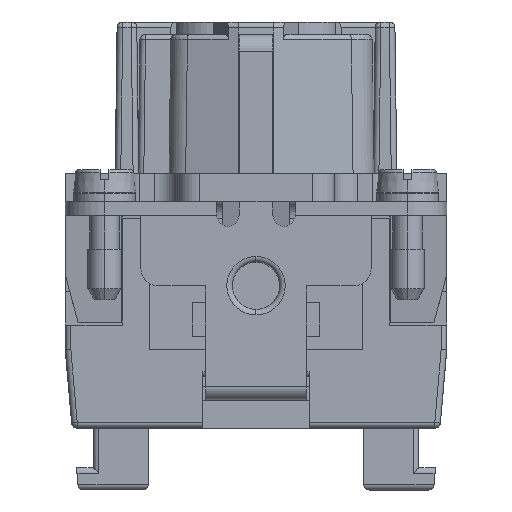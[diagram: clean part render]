
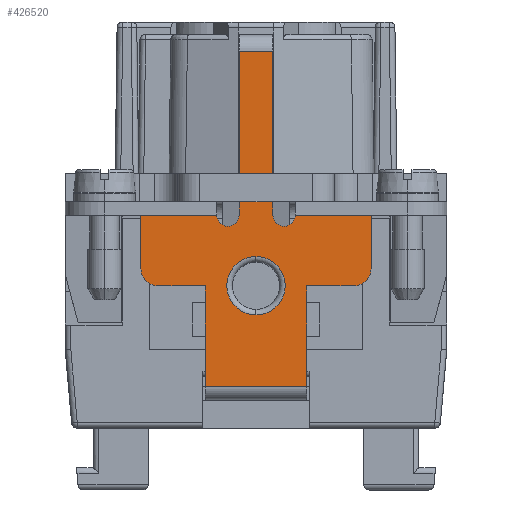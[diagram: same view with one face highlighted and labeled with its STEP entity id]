
A CAD part, left-side view. The second image highlights one B-rep face of the part: STEP entity #426520.
In plain terms, the highlighted planar face has unit normal (-1, 0, 0).
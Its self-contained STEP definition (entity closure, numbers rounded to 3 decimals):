
#72260=CARTESIAN_POINT('',(7.746,44.084,
2.4));
#72270=VERTEX_POINT('',#72260);
#72300=CARTESIAN_POINT('',(7.746,44.084,
-20.6));
#72310=DIRECTION('',(0.,0.,1.));
#72320=VECTOR('',#72310,1.);
#72330=LINE('',#72300,#72320);
#72340=CARTESIAN_POINT('',(7.746,44.084,
3.9));
#72350=VERTEX_POINT('',#72340);
#72360=EDGE_CURVE('',#72270,#72350,#72330,.T.);
#72540=CARTESIAN_POINT('',(7.746,44.084,
6.9));
#72550=VERTEX_POINT('',#72540);
#72580=CARTESIAN_POINT('',(7.746,44.084,
11.4));
#72590=VERTEX_POINT('',#72580);
#72600=EDGE_CURVE('',#72550,#72590,#72330,.T.);
#132330=CARTESIAN_POINT('',(7.746,53.084,
11.4));
#132340=VERTEX_POINT('',#132330);
#132370=CARTESIAN_POINT('',(7.746,53.084,
-20.6));
#132380=DIRECTION('',(0.,0.,-1.));
#132390=VECTOR('',#132380,1.);
#132400=LINE('',#132370,#132390);
#132410=CARTESIAN_POINT('',(7.746,53.084,
6.9));
#132420=VERTEX_POINT('',#132410);
#132430=EDGE_CURVE('',#132340,#132420,#132400,.T.);
#132650=CARTESIAN_POINT('',(7.746,53.084,
3.9));
#132660=VERTEX_POINT('',#132650);
#132690=CARTESIAN_POINT('',(7.746,53.084,
2.4));
#132700=VERTEX_POINT('',#132690);
#132710=EDGE_CURVE('',#132660,#132700,#132400,.T.);
#407370=CARTESIAN_POINT('',(7.746,57.334,
2.4));
#407380=VERTEX_POINT('',#407370);
#407500=CARTESIAN_POINT('',(7.746,92.583,
2.4));
#407510=DIRECTION('',(0.,-1.,0.));
#407520=VECTOR('',#407510,1.);
#407530=LINE('',#407500,#407520);
#407540=EDGE_CURVE('',#407380,#132700,#407530,.T.);
#417480=CARTESIAN_POINT('',(7.746,58.834,
-3.9));
#417490=VERTEX_POINT('',#417480);
#417540=CARTESIAN_POINT('',(7.746,92.583,
-3.9));
#417550=DIRECTION('',(0.,1.,0.));
#417560=VECTOR('',#417550,1.);
#417570=LINE('',#417540,#417560);
#417580=CARTESIAN_POINT('',(7.746,52.084,
-3.9));
#417590=VERTEX_POINT('',#417580);
#417600=EDGE_CURVE('',#417590,#417490,#417570,.T.);
#423560=CARTESIAN_POINT('',(7.746,58.834,
0.9));
#423570=VERTEX_POINT('',#423560);
#423790=CARTESIAN_POINT('',(7.746,57.334,
0.9));
#423800=DIRECTION('',(1.,0.,0.));
#423810=DIRECTION('',(0.,1.,0.));
#423820=AXIS2_PLACEMENT_3D('',#423790,#423800,#423810);
#423830=CIRCLE('',#423820,1.5);
#423840=EDGE_CURVE('',#423570,#407380,#423830,.T.);
#425050=CARTESIAN_POINT('',(7.746,39.834,
2.4));
#425060=VERTEX_POINT('',#425050);
#425230=CARTESIAN_POINT('',(7.746,38.334,
0.9));
#425240=VERTEX_POINT('',#425230);
#425270=CARTESIAN_POINT('',(7.746,39.834,
0.9));
#425280=DIRECTION('',(1.,0.,0.));
#425290=DIRECTION('',(0.,1.,0.));
#425300=AXIS2_PLACEMENT_3D('',#425270,#425280,#425290);
#425310=CIRCLE('',#425300,1.5);
#425320=EDGE_CURVE('',#425060,#425240,#425310,.T.);
#425440=CARTESIAN_POINT('',(7.746,49.577,
7.687));
#425450=DIRECTION('',(-1.,0.,0.));
#425460=DIRECTION('',(0.,-1.,0.));
#425470=AXIS2_PLACEMENT_3D('',#425440,#425450,#425460);
#425480=PLANE('',#425470);
#425490=CARTESIAN_POINT('',(7.746,48.584,
2.4));
#425500=DIRECTION('',(-1.,0.,0.));
#425510=DIRECTION('',(0.,-1.,0.));
#425520=AXIS2_PLACEMENT_3D('',#425490,#425500,#425510);
#425530=CIRCLE('',#425520,2.6);
#425540=CARTESIAN_POINT('',(7.746,45.984,
2.4));
#425550=VERTEX_POINT('',#425540);
#425560=CARTESIAN_POINT('',(7.746,48.584,
5.));
#425570=VERTEX_POINT('',#425560);
#425580=EDGE_CURVE('',#425550,#425570,#425530,.T.);
#425590=ORIENTED_EDGE('',*,*,#425580,.F.);
#425600=CARTESIAN_POINT('',(7.746,48.584,
-0.2));
#425610=VERTEX_POINT('',#425600);
#425620=EDGE_CURVE('',#425570,#425610,#425530,.T.);
#425630=ORIENTED_EDGE('',*,*,#425620,.F.);
#425640=EDGE_CURVE('',#425610,#425550,#425530,.T.);
#425650=ORIENTED_EDGE('',*,*,#425640,.F.);
#425660=EDGE_LOOP('',(#425650,#425630,#425590));
#425670=FACE_BOUND('',#425660,.T.);
#425680=ORIENTED_EDGE('',*,*,#132710,.T.);
#425690=EDGE_CURVE('',#132420,#132660,#132400,.T.);
#425700=ORIENTED_EDGE('',*,*,#425690,.T.);
#425710=ORIENTED_EDGE('',*,*,#132430,.T.);
#425720=CARTESIAN_POINT('',(7.746,92.583,
11.4));
#425730=DIRECTION('',(0.,-1.,0.));
#425740=VECTOR('',#425730,1.);
#425750=LINE('',#425720,#425740);
#425760=EDGE_CURVE('',#132340,#72590,#425750,.T.);
#425770=ORIENTED_EDGE('',*,*,#425760,.F.);
#425780=ORIENTED_EDGE('',*,*,#72600,.T.);
#425790=EDGE_CURVE('',#72350,#72550,#72330,.T.);
#425800=ORIENTED_EDGE('',*,*,#425790,.T.);
#425810=ORIENTED_EDGE('',*,*,#72360,.T.);
#425820=CARTESIAN_POINT('',(7.746,92.583,
2.4));
#425830=DIRECTION('',(0.,-1.,0.));
#425840=VECTOR('',#425830,1.);
#425850=LINE('',#425820,#425840);
#425860=EDGE_CURVE('',#72270,#425060,#425850,.T.);
#425870=ORIENTED_EDGE('',*,*,#425860,.F.);
#425880=ORIENTED_EDGE('',*,*,#425320,.F.);
#425890=CARTESIAN_POINT('',(7.746,38.334,
-20.6));
#425900=DIRECTION('',(0.,0.,-1.));
#425910=VECTOR('',#425900,1.);
#425920=LINE('',#425890,#425910);
#425930=CARTESIAN_POINT('',(7.746,38.334,
-3.9));
#425940=VERTEX_POINT('',#425930);
#425950=EDGE_CURVE('',#425240,#425940,#425920,.T.);
#425960=ORIENTED_EDGE('',*,*,#425950,.F.);
#425970=CARTESIAN_POINT('',(7.746,45.084,
-3.9));
#425980=VERTEX_POINT('',#425970);
#425990=EDGE_CURVE('',#425940,#425980,#417570,.T.);
#426000=ORIENTED_EDGE('',*,*,#425990,.F.);
#426010=CARTESIAN_POINT('',(7.746,46.084,
-3.9));
#426020=DIRECTION('',(-1.,0.,0.));
#426030=DIRECTION('',(0.,-1.,0.));
#426040=AXIS2_PLACEMENT_3D('',#426010,#426020,#426030);
#426050=CIRCLE('',#426040,1.);
#426060=CARTESIAN_POINT('',(7.746,47.084,
-3.9));
#426070=VERTEX_POINT('',#426060);
#426080=EDGE_CURVE('',#425980,#426070,#426050,.T.);
#426090=ORIENTED_EDGE('',*,*,#426080,.F.);
#426100=CARTESIAN_POINT('',(7.746,47.084,
-20.6));
#426110=DIRECTION('',(0.,0.,-1.));
#426120=VECTOR('',#426110,1.);
#426130=LINE('',#426100,#426120);
#426140=CARTESIAN_POINT('',(7.746,47.084,
-18.5));
#426150=VERTEX_POINT('',#426140);
#426160=EDGE_CURVE('',#426070,#426150,#426130,.T.);
#426170=ORIENTED_EDGE('',*,*,#426160,.F.);
#426180=CARTESIAN_POINT('',(7.746,92.583,
-18.5));
#426190=DIRECTION('',(0.,-1.,0.));
#426200=VECTOR('',#426190,1.);
#426210=LINE('',#426180,#426200);
#426220=CARTESIAN_POINT('',(7.746,50.084,
-18.5));
#426230=VERTEX_POINT('',#426220);
#426240=EDGE_CURVE('',#426230,#426150,#426210,.T.);
#426250=ORIENTED_EDGE('',*,*,#426240,.T.);
#426260=CARTESIAN_POINT('',(7.746,50.084,
-20.6));
#426270=DIRECTION('',(0.,0.,1.));
#426280=VECTOR('',#426270,1.);
#426290=LINE('',#426260,#426280);
#426300=CARTESIAN_POINT('',(7.746,50.084,
-3.9));
#426310=VERTEX_POINT('',#426300);
#426320=EDGE_CURVE('',#426230,#426310,#426290,.T.);
#426330=ORIENTED_EDGE('',*,*,#426320,.F.);
#426340=CARTESIAN_POINT('',(7.746,51.084,
-3.9));
#426350=DIRECTION('',(-1.,0.,0.));
#426360=DIRECTION('',(0.,-1.,0.));
#426370=AXIS2_PLACEMENT_3D('',#426340,#426350,#426360);
#426380=CIRCLE('',#426370,1.);
#426390=EDGE_CURVE('',#426310,#417590,#426380,.T.);
#426400=ORIENTED_EDGE('',*,*,#426390,.F.);
#426410=ORIENTED_EDGE('',*,*,#417600,.F.);
#426420=CARTESIAN_POINT('',(7.746,58.834,
-20.6));
#426430=DIRECTION('',(0.,0.,1.));
#426440=VECTOR('',#426430,1.);
#426450=LINE('',#426420,#426440);
#426460=EDGE_CURVE('',#417490,#423570,#426450,.T.);
#426470=ORIENTED_EDGE('',*,*,#426460,.F.);
#426480=ORIENTED_EDGE('',*,*,#423840,.F.);
#426490=ORIENTED_EDGE('',*,*,#407540,.F.);
#426500=EDGE_LOOP('',(#426490,#426480,#426470,#426410,#426400,#426330,
#426250,#426170,#426090,#426000,#425960,#425880,#425870,#425810,#425800,
#425780,#425770,#425710,#425700,#425680));
#426510=FACE_OUTER_BOUND('',#426500,.T.);
#426520=ADVANCED_FACE('',(#425670,#426510),#425480,.T.);
